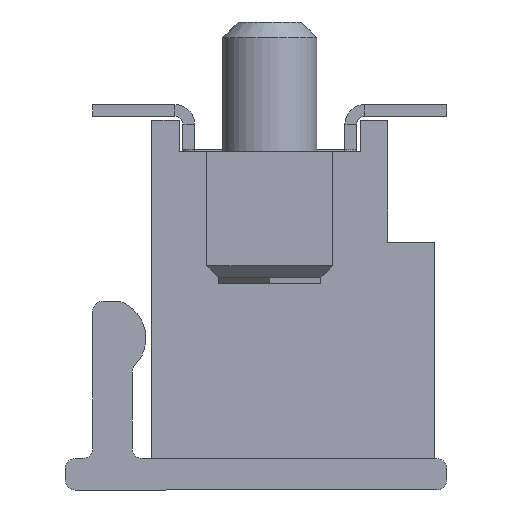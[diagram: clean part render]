
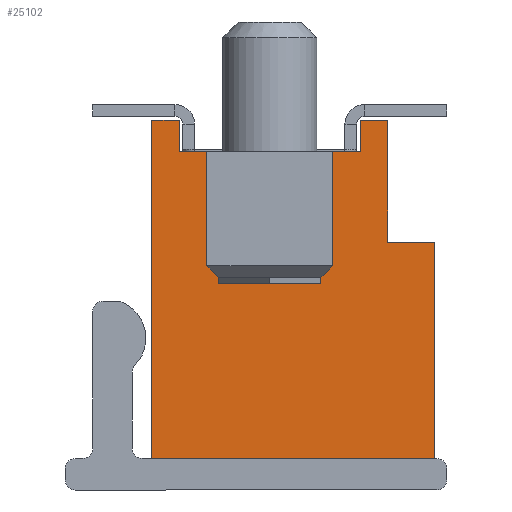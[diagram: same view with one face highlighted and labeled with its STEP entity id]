
A CAD part, left-side view. The second image highlights one B-rep face of the part: STEP entity #25102.
In plain terms, the highlighted planar face has unit normal (-1, 0, 0).
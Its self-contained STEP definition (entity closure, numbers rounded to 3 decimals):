
#1108=PLANE('',#27249);
#2434=FACE_OUTER_BOUND('',#3838,.T.);
#3838=EDGE_LOOP('',(#21939,#21940,#21941,#21942,#21943,#21944,#21945,#21946,
#21947,#21948,#21949,#21950,#21951,#21952,#21953,#21954));
#6806=LINE('',#40024,#9454);
#6858=LINE('',#40129,#9506);
#6862=LINE('',#40137,#9510);
#7002=LINE('',#40410,#9650);
#7026=LINE('',#40456,#9674);
#7028=LINE('',#40460,#9676);
#7029=LINE('',#40462,#9677);
#7031=LINE('',#40467,#9679);
#7034=LINE('',#40472,#9682);
#7139=LINE('',#40685,#9787);
#7141=LINE('',#40689,#9789);
#7144=LINE('',#40694,#9792);
#7145=LINE('',#40697,#9793);
#7173=LINE('',#40753,#9821);
#7175=LINE('',#40757,#9823);
#7178=LINE('',#40777,#9826);
#9454=VECTOR('',#33264,1.);
#9506=VECTOR('',#33318,1.);
#9510=VECTOR('',#33322,1.);
#9650=VECTOR('',#33606,1.);
#9674=VECTOR('',#33648,1.);
#9676=VECTOR('',#33652,1.);
#9677=VECTOR('',#33655,1.);
#9679=VECTOR('',#33659,1.);
#9682=VECTOR('',#33664,1.);
#9787=VECTOR('',#33859,1.);
#9789=VECTOR('',#33863,1.);
#9792=VECTOR('',#33868,1.);
#9793=VECTOR('',#33871,1.);
#9821=VECTOR('',#33953,1.);
#9823=VECTOR('',#33959,1.);
#9826=VECTOR('',#33996,1.);
#11634=VERTEX_POINT('',#40021);
#11635=VERTEX_POINT('',#40023);
#11685=VERTEX_POINT('',#40125);
#11687=VERTEX_POINT('',#40128);
#11690=VERTEX_POINT('',#40134);
#11691=VERTEX_POINT('',#40136);
#11752=VERTEX_POINT('',#40409);
#11765=VERTEX_POINT('',#40454);
#11766=VERTEX_POINT('',#40458);
#11767=VERTEX_POINT('',#40464);
#11768=VERTEX_POINT('',#40466);
#11831=VERTEX_POINT('',#40682);
#11832=VERTEX_POINT('',#40684);
#11833=VERTEX_POINT('',#40688);
#11834=VERTEX_POINT('',#40692);
#11835=VERTEX_POINT('',#40696);
#14836=EDGE_CURVE('',#11635,#11634,#6806,.T.);
#14888=EDGE_CURVE('',#11685,#11687,#6858,.T.);
#14892=EDGE_CURVE('',#11690,#11691,#6862,.T.);
#15039=EDGE_CURVE('',#11691,#11752,#7002,.T.);
#15063=EDGE_CURVE('',#11685,#11765,#7026,.T.);
#15065=EDGE_CURVE('',#11765,#11766,#7028,.T.);
#15066=EDGE_CURVE('',#11766,#11635,#7029,.T.);
#15068=EDGE_CURVE('',#11767,#11768,#7031,.T.);
#15071=EDGE_CURVE('',#11767,#11752,#7034,.T.);
#15179=EDGE_CURVE('',#11832,#11831,#7139,.T.);
#15181=EDGE_CURVE('',#11832,#11833,#7141,.T.);
#15184=EDGE_CURVE('',#11834,#11833,#7144,.T.);
#15185=EDGE_CURVE('',#11835,#11634,#7145,.T.);
#15213=EDGE_CURVE('',#11690,#11834,#7173,.T.);
#15215=EDGE_CURVE('',#11687,#11831,#7175,.T.);
#15218=EDGE_CURVE('',#11835,#11768,#7178,.T.);
#21939=ORIENTED_EDGE('',*,*,#15071,.T.);
#21940=ORIENTED_EDGE('',*,*,#15039,.F.);
#21941=ORIENTED_EDGE('',*,*,#14892,.F.);
#21942=ORIENTED_EDGE('',*,*,#15213,.T.);
#21943=ORIENTED_EDGE('',*,*,#15184,.T.);
#21944=ORIENTED_EDGE('',*,*,#15181,.F.);
#21945=ORIENTED_EDGE('',*,*,#15179,.T.);
#21946=ORIENTED_EDGE('',*,*,#15215,.F.);
#21947=ORIENTED_EDGE('',*,*,#14888,.F.);
#21948=ORIENTED_EDGE('',*,*,#15063,.T.);
#21949=ORIENTED_EDGE('',*,*,#15065,.T.);
#21950=ORIENTED_EDGE('',*,*,#15066,.T.);
#21951=ORIENTED_EDGE('',*,*,#14836,.T.);
#21952=ORIENTED_EDGE('',*,*,#15185,.F.);
#21953=ORIENTED_EDGE('',*,*,#15218,.T.);
#21954=ORIENTED_EDGE('',*,*,#15068,.F.);
#25102=ADVANCED_FACE('',(#2434),#1108,.T.);
#27249=AXIS2_PLACEMENT_3D('',#40778,#33997,#33998);
#33264=DIRECTION('',(0.,-1.,0.));
#33318=DIRECTION('',(0.,-1.,0.));
#33322=DIRECTION('',(0.,-1.,0.));
#33606=DIRECTION('',(0.,0.,1.));
#33648=DIRECTION('',(0.,0.,1.));
#33652=DIRECTION('',(0.,1.,0.));
#33655=DIRECTION('',(0.,0.,-1.));
#33659=DIRECTION('',(0.,0.,-1.));
#33664=DIRECTION('',(0.,1.,0.));
#33859=DIRECTION('',(0.,0.707,0.707));
#33863=DIRECTION('',(0.,-1.,0.));
#33868=DIRECTION('',(0.,0.707,-0.707));
#33871=DIRECTION('',(0.,0.,-1.));
#33953=DIRECTION('',(0.,0.,-1.));
#33959=DIRECTION('',(0.,0.,-1.));
#33996=DIRECTION('',(0.,1.,0.));
#33997=DIRECTION('center_axis',(-1.,0.,0.));
#33998=DIRECTION('ref_axis',(0.,-1.,0.));
#40021=CARTESIAN_POINT('',(-24.343,-4.582,-5.902));
#40023=CARTESIAN_POINT('',(-24.343,-0.982,-5.902));
#40024=CARTESIAN_POINT('',(-24.343,-0.982,-5.902));
#40125=CARTESIAN_POINT('',(-24.343,-1.332,-2.002));
#40128=CARTESIAN_POINT('',(-24.343,-1.682,-2.002));
#40129=CARTESIAN_POINT('',(-24.343,-1.332,-2.002));
#40134=CARTESIAN_POINT('',(-24.343,-3.282,-2.002));
#40136=CARTESIAN_POINT('',(-24.343,-3.632,-2.002));
#40137=CARTESIAN_POINT('',(-24.343,-3.282,-2.002));
#40409=CARTESIAN_POINT('',(-24.343,-3.632,-1.602));
#40410=CARTESIAN_POINT('',(-24.343,-3.632,-2.002));
#40454=CARTESIAN_POINT('',(-24.343,-1.332,-1.602));
#40456=CARTESIAN_POINT('',(-24.343,-1.332,-2.002));
#40458=CARTESIAN_POINT('',(-24.343,-0.982,-1.602));
#40460=CARTESIAN_POINT('',(-24.343,-1.332,-1.602));
#40462=CARTESIAN_POINT('',(-24.343,-0.982,-1.602));
#40464=CARTESIAN_POINT('',(-24.343,-3.982,-1.602));
#40466=CARTESIAN_POINT('',(-24.343,-3.982,-3.152));
#40467=CARTESIAN_POINT('',(-24.343,-3.982,-1.602));
#40472=CARTESIAN_POINT('',(-24.343,-3.982,-1.602));
#40682=CARTESIAN_POINT('',(-24.343,-1.682,-3.452));
#40684=CARTESIAN_POINT('',(-24.343,-1.832,-3.602));
#40685=CARTESIAN_POINT('',(-24.343,-1.832,-3.602));
#40688=CARTESIAN_POINT('',(-24.343,-3.132,-3.602));
#40689=CARTESIAN_POINT('',(-24.343,-1.832,-3.602));
#40692=CARTESIAN_POINT('',(-24.343,-3.282,-3.452));
#40694=CARTESIAN_POINT('',(-24.343,-3.282,-3.452));
#40696=CARTESIAN_POINT('',(-24.343,-4.582,-3.152));
#40697=CARTESIAN_POINT('',(-24.343,-4.582,-3.152));
#40753=CARTESIAN_POINT('',(-24.343,-3.282,-2.002));
#40757=CARTESIAN_POINT('',(-24.343,-1.682,-2.002));
#40777=CARTESIAN_POINT('',(-24.343,-4.582,-3.152));
#40778=CARTESIAN_POINT('Origin',(-24.343,-0.982,-5.902));
